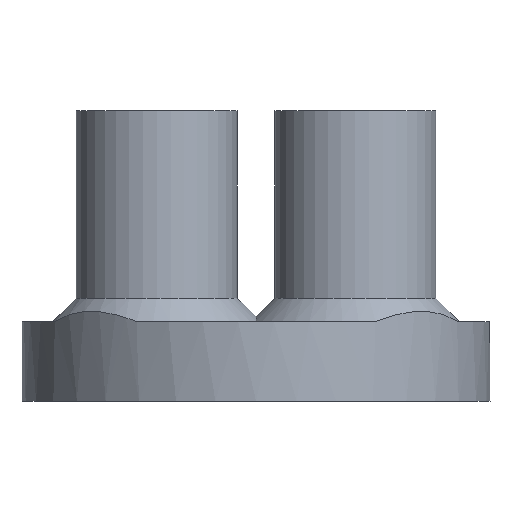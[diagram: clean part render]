
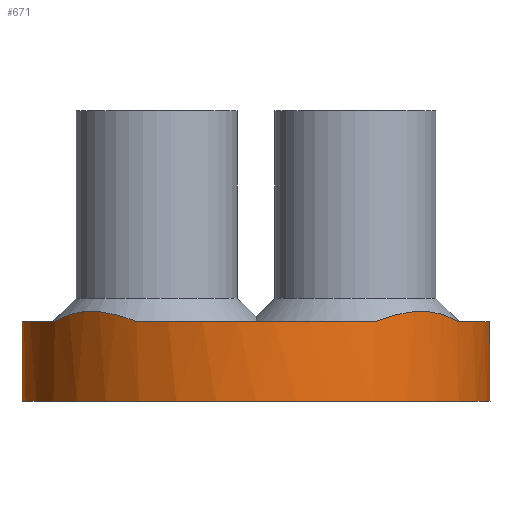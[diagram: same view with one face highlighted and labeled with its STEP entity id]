
A CAD part, front view. The second image highlights one B-rep face of the part: STEP entity #671.
In plain terms, the highlighted cylindrical face has radius 50 mm (diameter 100 mm), a full revolution.
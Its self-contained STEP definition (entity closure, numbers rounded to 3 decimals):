
#60=B_SPLINE_CURVE_WITH_KNOTS('',3,(#1106,#1107,#1108,#1109,#1110,#1111,
#1112,#1113,#1114,#1115,#1116,#1117),.UNSPECIFIED.,.F.,.F.,(4,2,2,2,2,4),
(4.065,4.2,4.845,5.49,6.135,
6.514),.UNSPECIFIED.);
#63=B_SPLINE_CURVE_WITH_KNOTS('',3,(#1143,#1144,#1145,#1146,#1147,#1148,
#1149,#1150,#1151,#1152,#1153,#1154),.UNSPECIFIED.,.F.,.F.,(4,2,2,2,2,4),
(4.104,4.483,5.128,5.773,6.418,
6.553),.UNSPECIFIED.);
#66=B_SPLINE_CURVE_WITH_KNOTS('',3,(#1200,#1201,#1202,#1203,#1204,#1205,
#1206,#1207,#1208,#1209,#1210,#1211,#1212,#1213),.UNSPECIFIED.,.F.,.F.,
(4,2,2,2,2,2,4),(4.053,4.353,4.804,5.254,
5.705,6.155,6.456),.UNSPECIFIED.);
#67=B_SPLINE_CURVE_WITH_KNOTS('',3,(#1229,#1230,#1231,#1232,#1233,#1234,
#1235,#1236,#1237,#1238,#1239,#1240,#1241,#1242),.UNSPECIFIED.,.F.,.F.,
(4,2,2,2,2,2,4),(4.053,4.353,4.804,5.254,
5.705,6.155,6.456),.UNSPECIFIED.);
#127=FACE_OUTER_BOUND('',#170,.T.);
#170=EDGE_LOOP('',(#596,#597,#598,#599,#600,#601,#602,#603,#604,#605,#606,
#607));
#204=LINE('',#1320,#229);
#229=VECTOR('',#1018,50.);
#250=CIRCLE('',#728,50.);
#252=CIRCLE('',#731,50.);
#253=CIRCLE('',#732,50.);
#265=CIRCLE('',#749,50.);
#266=CIRCLE('',#751,50.);
#285=CIRCLE('',#789,50.);
#300=VERTEX_POINT('',#1103);
#301=VERTEX_POINT('',#1105);
#307=VERTEX_POINT('',#1140);
#308=VERTEX_POINT('',#1142);
#311=VERTEX_POINT('',#1169);
#312=VERTEX_POINT('',#1173);
#318=VERTEX_POINT('',#1199);
#323=VERTEX_POINT('',#1226);
#324=VERTEX_POINT('',#1228);
#343=VERTEX_POINT('',#1318);
#363=EDGE_CURVE('',#301,#300,#60,.F.);
#371=EDGE_CURVE('',#308,#307,#63,.F.);
#377=EDGE_CURVE('',#301,#311,#250,.T.);
#379=EDGE_CURVE('',#308,#312,#252,.T.);
#380=EDGE_CURVE('',#312,#300,#253,.T.);
#388=EDGE_CURVE('',#318,#311,#66,.F.);
#396=EDGE_CURVE('',#324,#323,#67,.F.);
#399=EDGE_CURVE('',#324,#307,#265,.T.);
#400=EDGE_CURVE('',#318,#323,#266,.T.);
#433=EDGE_CURVE('',#343,#343,#285,.T.);
#434=EDGE_CURVE('',#343,#312,#204,.T.);
#596=ORIENTED_EDGE('',*,*,#433,.F.);
#597=ORIENTED_EDGE('',*,*,#434,.T.);
#598=ORIENTED_EDGE('',*,*,#379,.F.);
#599=ORIENTED_EDGE('',*,*,#371,.T.);
#600=ORIENTED_EDGE('',*,*,#399,.F.);
#601=ORIENTED_EDGE('',*,*,#396,.T.);
#602=ORIENTED_EDGE('',*,*,#400,.F.);
#603=ORIENTED_EDGE('',*,*,#388,.T.);
#604=ORIENTED_EDGE('',*,*,#377,.F.);
#605=ORIENTED_EDGE('',*,*,#363,.T.);
#606=ORIENTED_EDGE('',*,*,#380,.F.);
#607=ORIENTED_EDGE('',*,*,#434,.F.);
#633=CYLINDRICAL_SURFACE('',#788,50.);
#671=ADVANCED_FACE('',(#127),#633,.T.);
#728=AXIS2_PLACEMENT_3D('',#1170,#876,#877);
#731=AXIS2_PLACEMENT_3D('',#1174,#882,#883);
#732=AXIS2_PLACEMENT_3D('',#1175,#884,#885);
#749=AXIS2_PLACEMENT_3D('',#1246,#922,#923);
#751=AXIS2_PLACEMENT_3D('',#1248,#926,#927);
#788=AXIS2_PLACEMENT_3D('',#1317,#1014,#1015);
#789=AXIS2_PLACEMENT_3D('',#1319,#1016,#1017);
#876=DIRECTION('center_axis',(0.,0.,1.));
#877=DIRECTION('ref_axis',(1.,0.,0.));
#882=DIRECTION('center_axis',(0.,0.,1.));
#883=DIRECTION('ref_axis',(1.,0.,0.));
#884=DIRECTION('center_axis',(0.,0.,1.));
#885=DIRECTION('ref_axis',(1.,0.,0.));
#922=DIRECTION('center_axis',(0.,0.,1.));
#923=DIRECTION('ref_axis',(1.,0.,0.));
#926=DIRECTION('center_axis',(0.,0.,1.));
#927=DIRECTION('ref_axis',(1.,0.,0.));
#1014=DIRECTION('center_axis',(0.,0.,-1.));
#1015=DIRECTION('ref_axis',(1.,0.,0.));
#1016=DIRECTION('center_axis',(0.,0.,-1.));
#1017=DIRECTION('ref_axis',(1.,0.,0.));
#1018=DIRECTION('',(0.,0.,1.));
#1103=CARTESIAN_POINT('',(-42.989,-25.534,15.));
#1105=CARTESIAN_POINT('',(-25.534,-42.989,15.));
#1106=CARTESIAN_POINT('Ctrl Pts',(-42.989,-25.534,15.));
#1107=CARTESIAN_POINT('Ctrl Pts',(-42.76,-25.919,15.15));
#1108=CARTESIAN_POINT('Ctrl Pts',(-42.524,-26.305,15.294));
#1109=CARTESIAN_POINT('Ctrl Pts',(-41.124,-28.523,16.091));
#1110=CARTESIAN_POINT('Ctrl Pts',(-39.808,-30.338,16.608));
#1111=CARTESIAN_POINT('Ctrl Pts',(-36.918,-33.795,17.201));
#1112=CARTESIAN_POINT('Ctrl Pts',(-35.337,-35.444,17.274));
#1113=CARTESIAN_POINT('Ctrl Pts',(-32.033,-38.457,16.966));
#1114=CARTESIAN_POINT('Ctrl Pts',(-30.309,-39.821,16.587));
#1115=CARTESIAN_POINT('Ctrl Pts',(-27.593,-41.715,15.761));
#1116=CARTESIAN_POINT('Ctrl Pts',(-26.571,-42.373,15.402));
#1117=CARTESIAN_POINT('Ctrl Pts',(-25.534,-42.989,15.));
#1140=CARTESIAN_POINT('',(-25.534,42.989,15.));
#1142=CARTESIAN_POINT('',(-42.989,25.534,15.));
#1143=CARTESIAN_POINT('Ctrl Pts',(-25.534,42.989,15.));
#1144=CARTESIAN_POINT('Ctrl Pts',(-26.571,42.373,15.402));
#1145=CARTESIAN_POINT('Ctrl Pts',(-27.593,41.715,15.761));
#1146=CARTESIAN_POINT('Ctrl Pts',(-30.309,39.821,16.587));
#1147=CARTESIAN_POINT('Ctrl Pts',(-32.033,38.457,16.966));
#1148=CARTESIAN_POINT('Ctrl Pts',(-35.337,35.444,17.274));
#1149=CARTESIAN_POINT('Ctrl Pts',(-36.918,33.795,17.201));
#1150=CARTESIAN_POINT('Ctrl Pts',(-39.808,30.338,16.608));
#1151=CARTESIAN_POINT('Ctrl Pts',(-41.124,28.523,16.091));
#1152=CARTESIAN_POINT('Ctrl Pts',(-42.524,26.305,15.294));
#1153=CARTESIAN_POINT('Ctrl Pts',(-42.76,25.919,15.15));
#1154=CARTESIAN_POINT('Ctrl Pts',(-42.989,25.534,15.));
#1169=CARTESIAN_POINT('',(25.534,-42.989,15.));
#1170=CARTESIAN_POINT('Origin',(0.,0.,15.));
#1173=CARTESIAN_POINT('',(-50.,0.,15.));
#1174=CARTESIAN_POINT('Origin',(0.,0.,15.));
#1175=CARTESIAN_POINT('Origin',(0.,0.,15.));
#1199=CARTESIAN_POINT('',(42.989,-25.534,15.));
#1200=CARTESIAN_POINT('Ctrl Pts',(25.534,-42.989,15.));
#1201=CARTESIAN_POINT('Ctrl Pts',(26.412,-42.467,15.341));
#1202=CARTESIAN_POINT('Ctrl Pts',(27.288,-41.91,15.654));
#1203=CARTESIAN_POINT('Ctrl Pts',(29.45,-40.437,16.341));
#1204=CARTESIAN_POINT('Ctrl Pts',(30.721,-39.48,16.666));
#1205=CARTESIAN_POINT('Ctrl Pts',(33.143,-37.47,17.096));
#1206=CARTESIAN_POINT('Ctrl Pts',(34.293,-36.417,17.2));
#1207=CARTESIAN_POINT('Ctrl Pts',(36.417,-34.293,17.2));
#1208=CARTESIAN_POINT('Ctrl Pts',(37.47,-33.143,17.096));
#1209=CARTESIAN_POINT('Ctrl Pts',(39.48,-30.721,16.666));
#1210=CARTESIAN_POINT('Ctrl Pts',(40.437,-29.45,16.341));
#1211=CARTESIAN_POINT('Ctrl Pts',(41.91,-27.288,15.654));
#1212=CARTESIAN_POINT('Ctrl Pts',(42.467,-26.412,15.341));
#1213=CARTESIAN_POINT('Ctrl Pts',(42.989,-25.534,15.));
#1226=CARTESIAN_POINT('',(42.989,25.534,15.));
#1228=CARTESIAN_POINT('',(25.534,42.989,15.));
#1229=CARTESIAN_POINT('Ctrl Pts',(42.989,25.534,15.));
#1230=CARTESIAN_POINT('Ctrl Pts',(42.467,26.412,15.341));
#1231=CARTESIAN_POINT('Ctrl Pts',(41.91,27.288,15.654));
#1232=CARTESIAN_POINT('Ctrl Pts',(40.437,29.45,16.341));
#1233=CARTESIAN_POINT('Ctrl Pts',(39.48,30.721,16.666));
#1234=CARTESIAN_POINT('Ctrl Pts',(37.47,33.143,17.096));
#1235=CARTESIAN_POINT('Ctrl Pts',(36.417,34.293,17.2));
#1236=CARTESIAN_POINT('Ctrl Pts',(34.293,36.417,17.2));
#1237=CARTESIAN_POINT('Ctrl Pts',(33.143,37.47,17.096));
#1238=CARTESIAN_POINT('Ctrl Pts',(30.721,39.48,16.666));
#1239=CARTESIAN_POINT('Ctrl Pts',(29.45,40.437,16.341));
#1240=CARTESIAN_POINT('Ctrl Pts',(27.288,41.91,15.654));
#1241=CARTESIAN_POINT('Ctrl Pts',(26.412,42.467,15.341));
#1242=CARTESIAN_POINT('Ctrl Pts',(25.534,42.989,15.));
#1246=CARTESIAN_POINT('Origin',(0.,0.,15.));
#1248=CARTESIAN_POINT('Origin',(0.,0.,15.));
#1317=CARTESIAN_POINT('Origin',(0.,0.,0.));
#1318=CARTESIAN_POINT('',(-50.,0.,-2.));
#1319=CARTESIAN_POINT('Origin',(0.,0.,-2.));
#1320=CARTESIAN_POINT('',(-50.,0.,0.));
